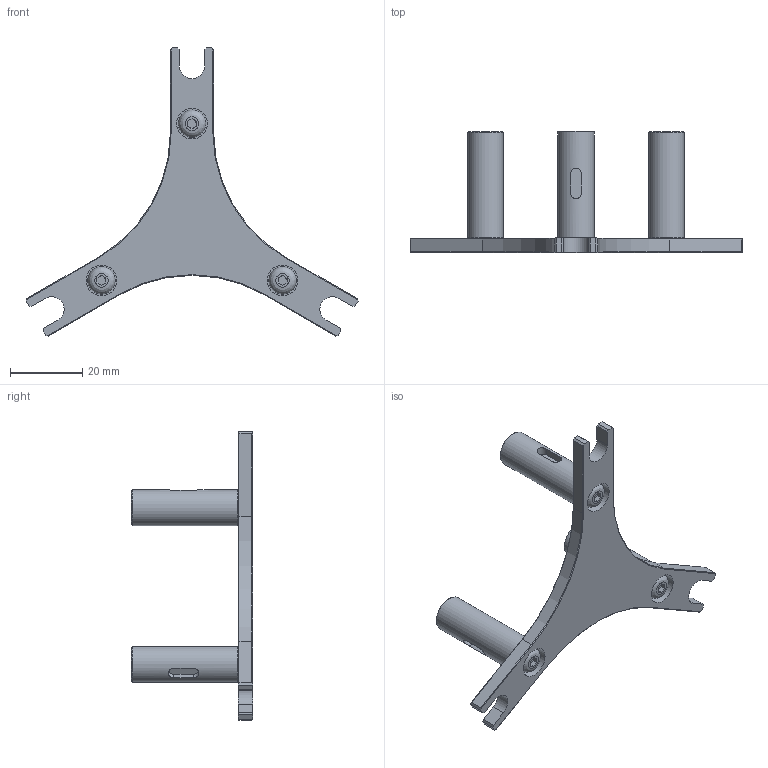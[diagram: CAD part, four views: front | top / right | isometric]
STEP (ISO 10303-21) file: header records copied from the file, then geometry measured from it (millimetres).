
FILE_DESCRIPTION(/* description */ ('ASSIEME PRESSORE PZP-100'),/* implementation_level */ '2;1');
FILE_NAME(/* name */ 'PZP-100-P.stp',/* time_stamp */ '2019-11-04T15:24:03+01:00',/* author */ ('Tecnico'),/* organization */ ('TERMOMACCHINE s.r.l.'),/* preprocessor_version */ 'ST-DEVELOPER v17',/* originating_system */ 'Autodesk Inventor 2019',/* authorisation */ '');
FILE_SCHEMA (('AUTOMOTIVE_DESIGN { 1 0 10303 214 3 1 1 }'));
Length unit declared in the file: millimetre
Products named in the file (4): PZP-100-P; ISO 7380-1 - M4 x 8; PZP-100-PRESSORE; PZP-100-PERNO PRESSORE
Assembly tree (7 placements, depth 2):
  PZP-100-P
    ISO 7380-1 - M4 x 8  x3
    PZP-100-PRESSORE
    PZP-100-PERNO PRESSORE  x3
Bounding box: 92.1 x 33.6 x 79.95 mm (x, y, z)
Volume: 13119.5 mm3; surface area: 10245.2 mm2
Topology: 7 solids, 7 shells, 164 faces, 432 edges, 297 vertices
Faces by surface type: plane 95, cylinder 36, cone 27, torus 3, bspline 3
Full cylindrical faces by diameter (mm): 3.242 x3, 4 x3, 4.5 x3, 5.6 x3, 6 x3, 7.6 x3, 8.5 x3, 10 x3
Entity records: 3292 total; most frequent: CARTESIAN_POINT 618, DIRECTION 539, ORIENTED_EDGE 516, EDGE_CURVE 258, AXIS2_PLACEMENT_3D 184, VERTEX_POINT 175, LINE 171, VECTOR 171
